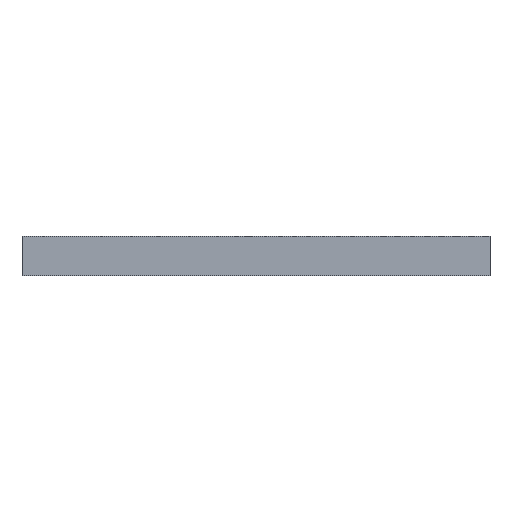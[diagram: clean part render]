
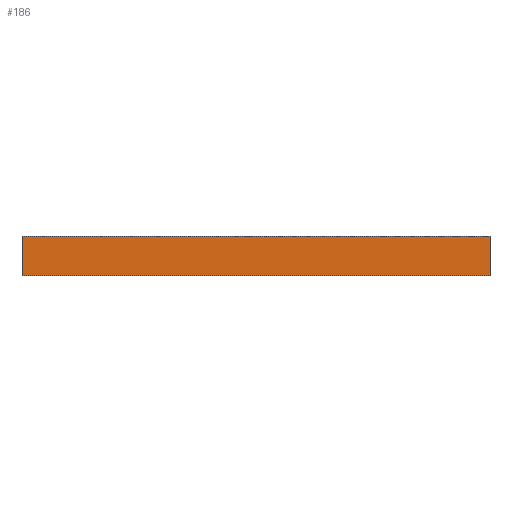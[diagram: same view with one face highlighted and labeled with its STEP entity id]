
A CAD part, front view. The second image highlights one B-rep face of the part: STEP entity #186.
In plain terms, the highlighted planar face has unit normal (0, -1, 0).
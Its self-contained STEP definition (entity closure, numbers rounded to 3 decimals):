
#186=ADVANCED_FACE('',(#373),#374,.T.);
#373=FACE_OUTER_BOUND('',#596,.T.);
#374=PLANE('',#597);
#596=EDGE_LOOP('',(#1068,#1069,#1070,#1071));
#597=AXIS2_PLACEMENT_3D('',#1072,#1073,#1074);
#1068=ORIENTED_EDGE('',*,*,#1444,.T.);
#1069=ORIENTED_EDGE('',*,*,#1445,.F.);
#1070=ORIENTED_EDGE('',*,*,#1446,.F.);
#1071=ORIENTED_EDGE('',*,*,#1440,.T.);
#1072=CARTESIAN_POINT('',(37.49,-49.993,0.0));
#1073=DIRECTION('',(0.0,-1.0,0.0));
#1074=DIRECTION('',(1.0,0.0,0.0));
#1440=EDGE_CURVE('',#1773,#1771,#1774,.T.);
#1444=EDGE_CURVE('',#1771,#1779,#1780,.T.);
#1445=EDGE_CURVE('',#1781,#1779,#1782,.T.);
#1446=EDGE_CURVE('',#1773,#1781,#1783,.T.);
#1771=VERTEX_POINT('',#2214);
#1773=VERTEX_POINT('',#2217);
#1774=LINE('',#2218,#2219);
#1779=VERTEX_POINT('',#2226);
#1780=LINE('',#2227,#2228);
#1781=VERTEX_POINT('',#2229);
#1782=LINE('',#2230,#2231);
#1783=LINE('',#2232,#2233);
#2214=CARTESIAN_POINT('',(127.49,-49.993,15.0));
#2217=CARTESIAN_POINT('',(127.49,-49.993,0.0));
#2218=CARTESIAN_POINT('',(127.49,-49.993,0.0));
#2219=VECTOR('',#2531,1.0);
#2226=CARTESIAN_POINT('',(-52.51,-49.993,15.0));
#2227=CARTESIAN_POINT('',(127.49,-49.993,15.0));
#2228=VECTOR('',#2534,1.0);
#2229=CARTESIAN_POINT('',(-52.51,-49.993,0.0));
#2230=CARTESIAN_POINT('',(-52.51,-49.993,0.0));
#2231=VECTOR('',#2535,1.0);
#2232=CARTESIAN_POINT('',(127.49,-49.993,0.0));
#2233=VECTOR('',#2536,1.0);
#2531=DIRECTION('',(0.0,0.0,1.0));
#2534=DIRECTION('',(-1.0,0.0,0.0));
#2535=DIRECTION('',(0.0,0.0,1.0));
#2536=DIRECTION('',(-1.0,0.0,0.0));
